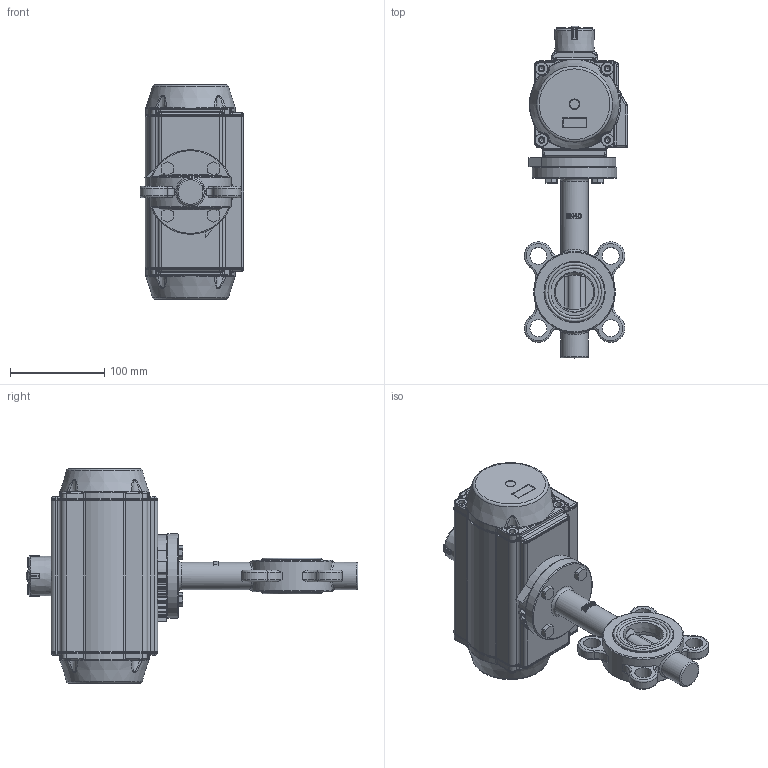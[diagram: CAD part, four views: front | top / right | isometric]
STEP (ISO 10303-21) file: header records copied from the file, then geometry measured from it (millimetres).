
FILE_DESCRIPTION(/* description */ ('Unknown'),/* implementation_level */ '2;1');
FILE_NAME(/* name */ 'PE045100-08',/* time_stamp */ '2025-04-02T10:46:46+02:00',/* author */ ('Unknown'),/* organization */ ('Unknown'),/* preprocessor_version */ 'ST-DEVELOPER v19.4',/* originating_system */ 'Solid Edge',/* authorisation */ 'Unknown');
FILE_SCHEMA (('AUTOMOTIVE_DESIGN {1 0 10303 214 3 1 1}'));
Products named in the file (20): PE045100-08; Raster DN40- DN150; WAFER-DN40; bushing3; DN40概极; seat; disc; shaft1; bushing1; PD05_PE04; VTE85____; Optische Anzeige; ______; ________(___________; cup head nib bolts with large head gb_GB_FASTENER_BOLT_CHNBW M6X25-N; huosai85; zhou85; vt85-2016-06-25  _______MIR; vt85-2016-06-25; DIN933_M8x35
Assembly tree (26 placements, depth 4):
  PE045100-08
    Raster DN40- DN150
    WAFER-DN40
      bushing3
      DN40概极
      seat
      disc
      shaft1
      bushing1
    PD05_PE04
      VTE85____
      Optische Anzeige
        ______
        ________(___________  x4
        cup head nib bolts with large head gb_GB_FASTENER_BOLT_CHNBW M6X25-N
      huosai85  x2
      zhou85
      vt85-2016-06-25  _______MIR
      vt85-2016-06-25
    DIN933_M8x35  x4
Bounding box: 109.88 x 352.81 x 228 mm (x, y, z)
Volume: 1514891.6 mm3; surface area: 427587 mm2
Topology: 23 solids, 23 shells, 3391 faces, 8498 edges, 5275 vertices
Faces by surface type: plane 1012, cylinder 844, bspline 724, torus 559, cone 239, sphere 13
Full cylindrical faces by diameter (mm): 3 x16, 3.3 x8, 4 x2, 4.134 x8, 4.66 x1, 4.917 x13, 5 x1, 6 x1, 6.2 x1, 6.647 x6, 6.8 x8, 8 x4, 8.5 x3, 9.6 x3, 10 x5, 11.445 x2, 12 x2, 12.6 x3, 12.7 x1, 12.83 x1, 13 x10, 16.2 x1, 16.5 x1, 17.45 x2, 17.53 x1, 18 x4, 18.7 x1, 20 x7, 21.8 x2, 23 x13
Entity records: 108012 total; most frequent: CARTESIAN_POINT 47279, ORIENTED_EDGE 12738, DIRECTION 10768, EDGE_CURVE 6369, AXIS2_PLACEMENT_3D 4268, VERTEX_POINT 4157, FACE_BOUND 3236, EDGE_LOOP 3223
